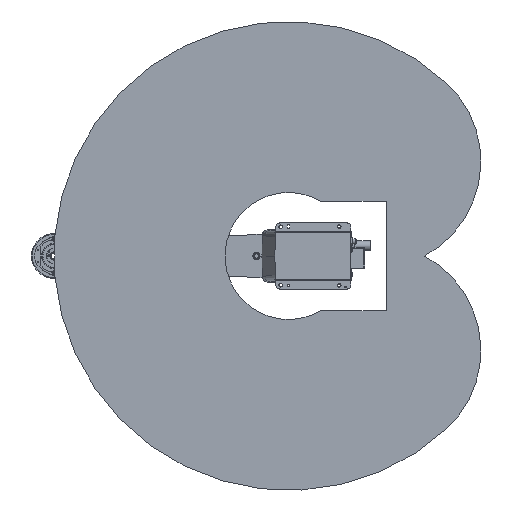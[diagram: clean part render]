
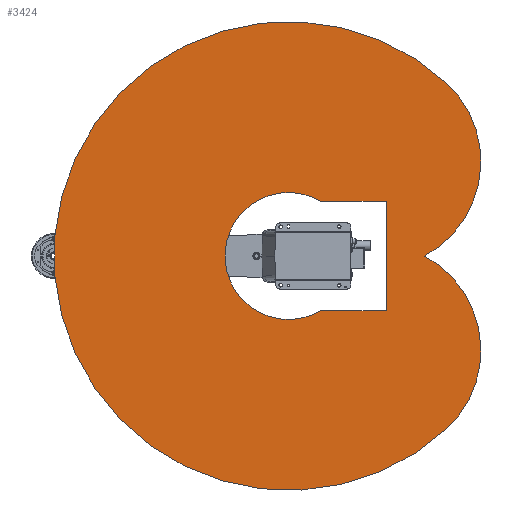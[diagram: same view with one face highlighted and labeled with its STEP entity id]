
A CAD part, front view. The second image highlights one B-rep face of the part: STEP entity #3424.
In plain terms, the highlighted planar face has unit normal (0, -1, 0).
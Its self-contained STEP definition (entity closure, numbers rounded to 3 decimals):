
#3424 = ADVANCED_FACE( '', ( #9219, #9220 ), #9221, .F. );
#9219 = FACE_BOUND( '', #18102, .T. );
#9220 = FACE_OUTER_BOUND( '', #18103, .T. );
#9221 = PLANE( '', #18104 );
#18102 = EDGE_LOOP( '', ( #29502, #29503, #29504, #29505 ) );
#18103 = EDGE_LOOP( '', ( #29506, #29507, #29508 ) );
#18104 = AXIS2_PLACEMENT_3D( '', #29509, #29510, #29511 );
#29502 = ORIENTED_EDGE( '', *, *, #52535, .T. );
#29503 = ORIENTED_EDGE( '', *, *, #52536, .T. );
#29504 = ORIENTED_EDGE( '', *, *, #52537, .T. );
#29505 = ORIENTED_EDGE( '', *, *, #52538, .T. );
#29506 = ORIENTED_EDGE( '', *, *, #52539, .F. );
#29507 = ORIENTED_EDGE( '', *, *, #52540, .F. );
#29508 = ORIENTED_EDGE( '', *, *, #51406, .F. );
#29509 = CARTESIAN_POINT( '', ( 108.734, 0., -120.761 ) );
#29510 = DIRECTION( '', ( 0., 1., 0. ) );
#29511 = DIRECTION( '', ( 0., 0., 1. ) );
#51406 = EDGE_CURVE( '', #61144, #61145, #61146, .T. );
#52535 = EDGE_CURVE( '', #63134, #63135, #63136, .T. );
#52536 = EDGE_CURVE( '', #63135, #63137, #63138, .T. );
#52537 = EDGE_CURVE( '', #63137, #63139, #63140, .T. );
#52538 = EDGE_CURVE( '', #63139, #63134, #63141, .T. );
#52539 = EDGE_CURVE( '', #63142, #61144, #63143, .T. );
#52540 = EDGE_CURVE( '', #61145, #63142, #63144, .T. );
#61144 = VERTEX_POINT( '', #75491 );
#61145 = VERTEX_POINT( '', #75492 );
#61146 = CIRCLE( '', #75493, 600. );
#63134 = VERTEX_POINT( '', #78401 );
#63135 = VERTEX_POINT( '', #78402 );
#63136 = LINE( '', #78403, #78404 );
#63137 = VERTEX_POINT( '', #78405 );
#63138 = CIRCLE( '', #78406, 162.6 );
#63139 = VERTEX_POINT( '', #78407 );
#63140 = LINE( '', #78408, #78409 );
#63141 = LINE( '', #78410, #78411 );
#63142 = VERTEX_POINT( '', #78412 );
#63143 = CIRCLE( '', #78413, 275.033 );
#63144 = CIRCLE( '', #78414, 275.033 );
#75491 = CARTESIAN_POINT( '', ( 405.733, 0., -442.019 ) );
#75492 = CARTESIAN_POINT( '', ( 405.733, 0., 442.019 ) );
#75493 = AXIS2_PLACEMENT_3D( '', #95405, #95406, #95407 );
#78401 = CARTESIAN_POINT( '', ( 250., 0., -140. ) );
#78402 = CARTESIAN_POINT( '', ( 82.697, 0., -140. ) );
#78403 = CARTESIAN_POINT( '', ( 250., 0., -140. ) );
#78404 = VECTOR( '', #96589, 1000. );
#78405 = CARTESIAN_POINT( '', ( 82.697, 0., 140. ) );
#78406 = AXIS2_PLACEMENT_3D( '', #96590, #96591, #96592 );
#78407 = CARTESIAN_POINT( '', ( 250., 0., 140. ) );
#78408 = CARTESIAN_POINT( '', ( 82.697, 0., 140. ) );
#78409 = VECTOR( '', #96593, 1000. );
#78410 = CARTESIAN_POINT( '', ( 250., 0., 140. ) );
#78411 = VECTOR( '', #96594, 1000. );
#78412 = CARTESIAN_POINT( '', ( 349.035, 0., 0. ) );
#78413 = AXIS2_PLACEMENT_3D( '', #96595, #96596, #96597 );
#78414 = AXIS2_PLACEMENT_3D( '', #96598, #96599, #96600 );
#95405 = CARTESIAN_POINT( '', ( 0., 0., 0. ) );
#95406 = DIRECTION( '', ( 0., 1., 0. ) );
#95407 = DIRECTION( '', ( 1., 0., 0. ) );
#96589 = DIRECTION( '', ( -1., 0., 0. ) );
#96590 = CARTESIAN_POINT( '', ( 0., 0., 0. ) );
#96591 = DIRECTION( '', ( 0., 1., 0. ) );
#96592 = DIRECTION( '', ( 1., 0., 0. ) );
#96593 = DIRECTION( '', ( 1., 0., 0. ) );
#96594 = DIRECTION( '', ( 0., 0., -1. ) );
#96595 = CARTESIAN_POINT( '', ( 217.467, 0., -241.522 ) );
#96596 = DIRECTION( '', ( 0., 1., 0. ) );
#96597 = DIRECTION( '', ( 1., 0., 0. ) );
#96598 = CARTESIAN_POINT( '', ( 217.467, 0., 241.522 ) );
#96599 = DIRECTION( '', ( 0., 1., 0. ) );
#96600 = DIRECTION( '', ( 1., 0., 0. ) );
